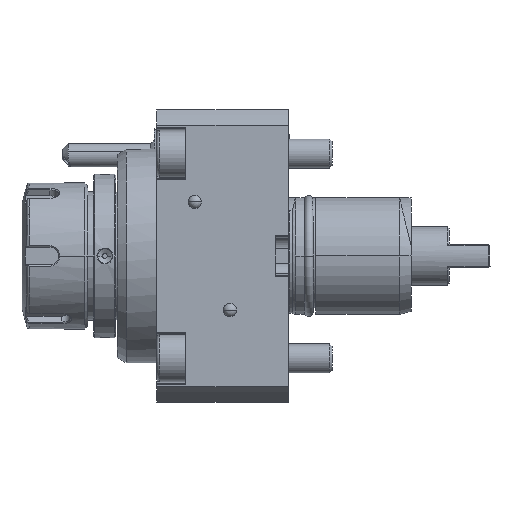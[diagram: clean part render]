
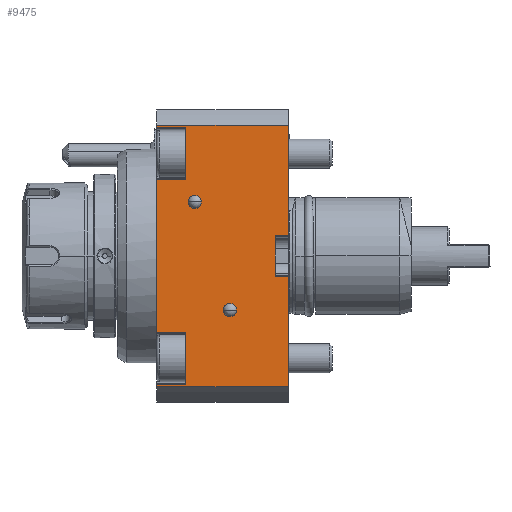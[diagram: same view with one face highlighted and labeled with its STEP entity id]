
A CAD part, left-side view. The second image highlights one B-rep face of the part: STEP entity #9475.
In plain terms, the highlighted planar face has unit normal (-1, 0, 0).
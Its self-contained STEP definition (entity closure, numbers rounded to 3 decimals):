
#23=DIRECTION('',(0.,0.,-1.));
#24=VECTOR('',#23,37.721);
#25=CARTESIAN_POINT('',(-40.,0.,44.721));
#26=LINE('',#25,#24);
#163=DIRECTION('',(0.,0.,-1.));
#164=VECTOR('',#163,37.721);
#165=CARTESIAN_POINT('',(-40.,0.,-7.));
#166=LINE('',#165,#164);
#218=DIRECTION('',(0.,-1.,0.));
#219=VECTOR('',#218,4.5);
#220=CARTESIAN_POINT('',(-40.,4.5,7.));
#221=LINE('',#220,#219);
#230=DIRECTION('',(0.,-1.,0.));
#231=VECTOR('',#230,45.);
#232=CARTESIAN_POINT('',(-40.,45.,44.721));
#233=LINE('',#232,#231);
#234=DIRECTION('',(0.,1.,0.));
#235=VECTOR('',#234,45.);
#236=CARTESIAN_POINT('',(-40.,0.,-44.721));
#237=LINE('',#236,#235);
#238=CARTESIAN_POINT('',(-40.,20.,-18.5));
#239=DIRECTION('',(1.,0.,0.));
#240=DIRECTION('',(0.,1.,0.));
#241=AXIS2_PLACEMENT_3D('',#238,#239,#240);
#243=CARTESIAN_POINT('',(-40.,20.,-18.5));
#244=DIRECTION('',(1.,0.,0.));
#245=DIRECTION('',(0.,-1.,0.));
#246=AXIS2_PLACEMENT_3D('',#243,#244,#245);
#248=CARTESIAN_POINT('',(-40.,32.,18.5));
#249=DIRECTION('',(1.,0.,0.));
#250=DIRECTION('',(0.,1.,0.));
#251=AXIS2_PLACEMENT_3D('',#248,#249,#250);
#253=CARTESIAN_POINT('',(-40.,32.,18.5));
#254=DIRECTION('',(1.,0.,0.));
#255=DIRECTION('',(0.,-1.,0.));
#256=AXIS2_PLACEMENT_3D('',#253,#254,#255);
#258=DIRECTION('',(0.,-1.,0.));
#259=VECTOR('',#258,10.);
#260=CARTESIAN_POINT('',(-40.,45.,44.));
#261=LINE('',#260,#259);
#278=DIRECTION('',(0.,1.,0.));
#279=VECTOR('',#278,10.);
#280=CARTESIAN_POINT('',(-40.,35.,26.));
#281=LINE('',#280,#279);
#325=DIRECTION('',(0.,0.,-1.));
#326=VECTOR('',#325,0.721);
#327=CARTESIAN_POINT('',(-40.,45.,44.721));
#328=LINE('',#327,#326);
#350=DIRECTION('',(0.,0.,-1.));
#351=VECTOR('',#350,52.);
#352=CARTESIAN_POINT('',(-40.,45.,26.));
#353=LINE('',#352,#351);
#375=DIRECTION('',(0.,0.,-1.));
#376=VECTOR('',#375,0.721);
#377=CARTESIAN_POINT('',(-40.,45.,-44.));
#378=LINE('',#377,#376);
#1634=DIRECTION('',(0.,-1.,0.));
#1635=VECTOR('',#1634,10.);
#1636=CARTESIAN_POINT('',(-40.,45.,-26.));
#1637=LINE('',#1636,#1635);
#1654=DIRECTION('',(0.,1.,0.));
#1655=VECTOR('',#1654,10.);
#1656=CARTESIAN_POINT('',(-40.,35.,-44.));
#1657=LINE('',#1656,#1655);
#1666=DIRECTION('',(0.,0.,-1.));
#1667=VECTOR('',#1666,18.);
#1668=CARTESIAN_POINT('',(-40.,35.,-26.));
#1669=LINE('',#1668,#1667);
#6258=DIRECTION('',(0.,0.,-1.));
#6259=VECTOR('',#6258,18.);
#6260=CARTESIAN_POINT('',(-40.,35.,44.));
#6261=LINE('',#6260,#6259);
#6685=DIRECTION('',(0.,0.,1.));
#6686=VECTOR('',#6685,14.);
#6687=CARTESIAN_POINT('',(-40.,4.5,-7.));
#6688=LINE('',#6687,#6686);
#6764=DIRECTION('',(0.,1.,0.));
#6765=VECTOR('',#6764,4.5);
#6766=CARTESIAN_POINT('',(-40.,0.,-7.));
#6767=LINE('',#6766,#6765);
#8031=CARTESIAN_POINT('',(-40.,35.,44.));
#8033=VERTEX_POINT('',#8031);
#8040=CARTESIAN_POINT('',(-40.,35.,-44.));
#8042=VERTEX_POINT('',#8040);
#8044=CARTESIAN_POINT('',(-40.,35.,26.));
#8046=VERTEX_POINT('',#8044);
#8085=CARTESIAN_POINT('',(-40.,4.5,-7.));
#8087=VERTEX_POINT('',#8085);
#8090=CARTESIAN_POINT('',(-40.,4.5,7.));
#8092=VERTEX_POINT('',#8090);
#8169=CARTESIAN_POINT('',(-40.,35.,-26.));
#8171=VERTEX_POINT('',#8169);
#8878=CARTESIAN_POINT('',(-40.,22.25,-18.5));
#8879=CARTESIAN_POINT('',(-40.,17.75,-18.5));
#8880=VERTEX_POINT('',#8878);
#8881=VERTEX_POINT('',#8879);
#8884=CARTESIAN_POINT('',(-40.,34.25,18.5));
#8885=CARTESIAN_POINT('',(-40.,29.75,18.5));
#8886=VERTEX_POINT('',#8884);
#8887=VERTEX_POINT('',#8885);
#8901=CARTESIAN_POINT('',(-40.,0.,44.721));
#8903=VERTEX_POINT('',#8901);
#8904=CARTESIAN_POINT('',(-40.,0.,-44.721));
#8905=VERTEX_POINT('',#8904);
#8918=CARTESIAN_POINT('',(-40.,45.,44.721));
#8919=VERTEX_POINT('',#8918);
#8920=CARTESIAN_POINT('',(-40.,45.,-44.721));
#8921=VERTEX_POINT('',#8920);
#8938=CARTESIAN_POINT('',(-40.,45.,44.));
#8940=VERTEX_POINT('',#8938);
#8948=CARTESIAN_POINT('',(-40.,45.,26.));
#8949=VERTEX_POINT('',#8948);
#8950=CARTESIAN_POINT('',(-40.,45.,-26.));
#8952=VERTEX_POINT('',#8950);
#8960=CARTESIAN_POINT('',(-40.,45.,-44.));
#8961=VERTEX_POINT('',#8960);
#8982=CARTESIAN_POINT('',(-40.,0.,7.));
#8983=VERTEX_POINT('',#8982);
#8984=CARTESIAN_POINT('',(-40.,0.,-7.));
#8985=VERTEX_POINT('',#8984);
#9427=CARTESIAN_POINT('',(-40.,59.75,50.));
#9428=DIRECTION('',(1.,0.,0.));
#9429=DIRECTION('',(0.,0.,-1.));
#9430=AXIS2_PLACEMENT_3D('',#9427,#9428,#9429);
#9431=PLANE('',#9430);
#9433=ORIENTED_EDGE('',*,*,#9432,.F.);
#9435=ORIENTED_EDGE('',*,*,#9434,.F.);
#9437=ORIENTED_EDGE('',*,*,#9436,.T.);
#9438=ORIENTED_EDGE('',*,*,#9215,.T.);
#9439=ORIENTED_EDGE('',*,*,#9418,.F.);
#9441=ORIENTED_EDGE('',*,*,#9440,.F.);
#9443=ORIENTED_EDGE('',*,*,#9442,.F.);
#9444=ORIENTED_EDGE('',*,*,#9287,.T.);
#9446=ORIENTED_EDGE('',*,*,#9445,.T.);
#9448=ORIENTED_EDGE('',*,*,#9447,.F.);
#9450=ORIENTED_EDGE('',*,*,#9449,.F.);
#9452=ORIENTED_EDGE('',*,*,#9451,.F.);
#9454=ORIENTED_EDGE('',*,*,#9453,.F.);
#9456=ORIENTED_EDGE('',*,*,#9455,.F.);
#9458=ORIENTED_EDGE('',*,*,#9457,.F.);
#9460=ORIENTED_EDGE('',*,*,#9459,.F.);
#9461=EDGE_LOOP('',(#9433,#9435,#9437,#9438,#9439,#9441,#9443,#9444,#9446,#9448,
#9450,#9452,#9454,#9456,#9458,#9460));
#9462=FACE_OUTER_BOUND('',#9461,.F.);
#9464=ORIENTED_EDGE('',*,*,#9463,.F.);
#9466=ORIENTED_EDGE('',*,*,#9465,.F.);
#9467=EDGE_LOOP('',(#9464,#9466));
#9468=FACE_BOUND('',#9467,.F.);
#9470=ORIENTED_EDGE('',*,*,#9469,.F.);
#9472=ORIENTED_EDGE('',*,*,#9471,.F.);
#9473=EDGE_LOOP('',(#9470,#9472));
#9474=FACE_BOUND('',#9473,.F.);
#242=CIRCLE('',#241,2.25);
#247=CIRCLE('',#246,2.25);
#252=CIRCLE('',#251,2.25);
#257=CIRCLE('',#256,2.25);
#9215=EDGE_CURVE('',#8903,#8983,#26,.T.);
#9287=EDGE_CURVE('',#8985,#8905,#166,.T.);
#9418=EDGE_CURVE('',#8092,#8983,#221,.T.);
#9432=EDGE_CURVE('',#8940,#8033,#261,.T.);
#9434=EDGE_CURVE('',#8919,#8940,#328,.T.);
#9436=EDGE_CURVE('',#8919,#8903,#233,.T.);
#9440=EDGE_CURVE('',#8087,#8092,#6688,.T.);
#9442=EDGE_CURVE('',#8985,#8087,#6767,.T.);
#9445=EDGE_CURVE('',#8905,#8921,#237,.T.);
#9447=EDGE_CURVE('',#8961,#8921,#378,.T.);
#9449=EDGE_CURVE('',#8042,#8961,#1657,.T.);
#9451=EDGE_CURVE('',#8171,#8042,#1669,.T.);
#9453=EDGE_CURVE('',#8952,#8171,#1637,.T.);
#9455=EDGE_CURVE('',#8949,#8952,#353,.T.);
#9457=EDGE_CURVE('',#8046,#8949,#281,.T.);
#9459=EDGE_CURVE('',#8033,#8046,#6261,.T.);
#9463=EDGE_CURVE('',#8880,#8881,#242,.T.);
#9465=EDGE_CURVE('',#8881,#8880,#247,.T.);
#9469=EDGE_CURVE('',#8886,#8887,#252,.T.);
#9471=EDGE_CURVE('',#8887,#8886,#257,.T.);
#9475=ADVANCED_FACE('',(#9462,#9468,#9474),#9431,.F.);
